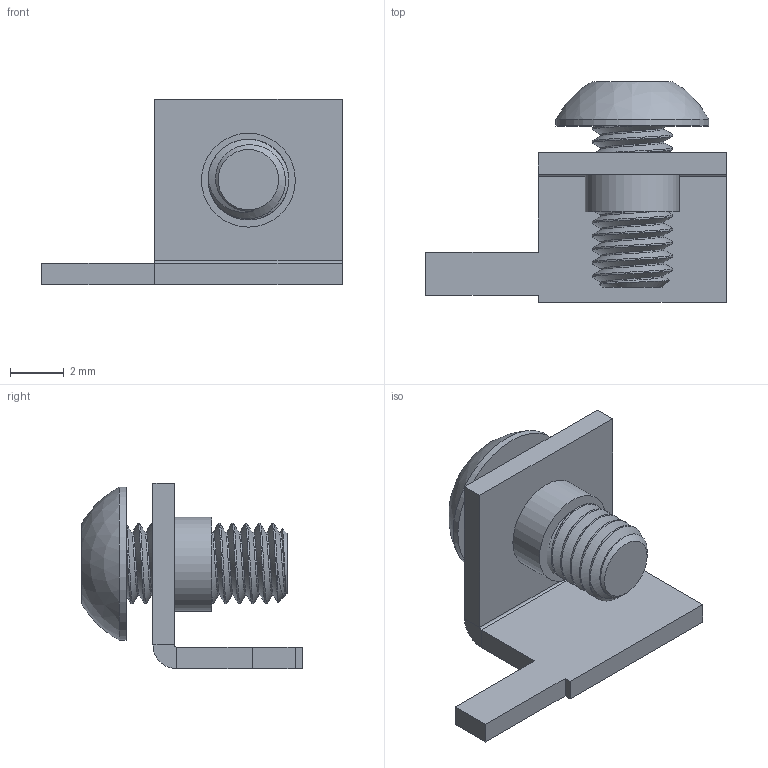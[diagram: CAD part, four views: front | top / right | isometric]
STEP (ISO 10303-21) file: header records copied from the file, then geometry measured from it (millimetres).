
FILE_DESCRIPTION(/* description */ (''),/* implementation_level */ '2;1');
FILE_NAME(/* name */ 'RightAngle-short v4.step',/* time_stamp */ '2020-09-13T22:25:48+02:00',/* author */ (''),/* organization */ (''),/* preprocessor_version */ 'ST-DEVELOPER v18.1',/* originating_system */ 'Autodesk Translation Framework v9.3.0.1241',/* authorisation */ '');
FILE_SCHEMA (('AUTOMOTIVE_DESIGN { 1 0 10303 214 3 1 1 }'));
Length unit declared in the file: millimetre
Products named in the file (3): RightAngle-short; Component1; 97763A812
Assembly tree (2 placements, depth 2):
  RightAngle-short
    Component1
    97763A812
Bounding box: 11.2 x 8.21 x 6.9 mm (x, y, z)
Volume: 132.2 mm3; surface area: 391.3 mm2
Topology: 2 solids, 2 shells, 67 faces, 158 edges, 99 vertices
Faces by surface type: cylinder 30, plane 27, cone 7, bspline 2, sphere 1
Full cylindrical faces by diameter (mm): 2.35 x12, 2.529 x1, 3 x10, 3.5 x1, 5.7 x1
Entity records: 3626 total; most frequent: CARTESIAN_POINT 2142, ORIENTED_EDGE 316, DIRECTION 261, EDGE_CURVE 158, VERTEX_POINT 99, AXIS2_PLACEMENT_3D 93, LINE 75, VECTOR 75
